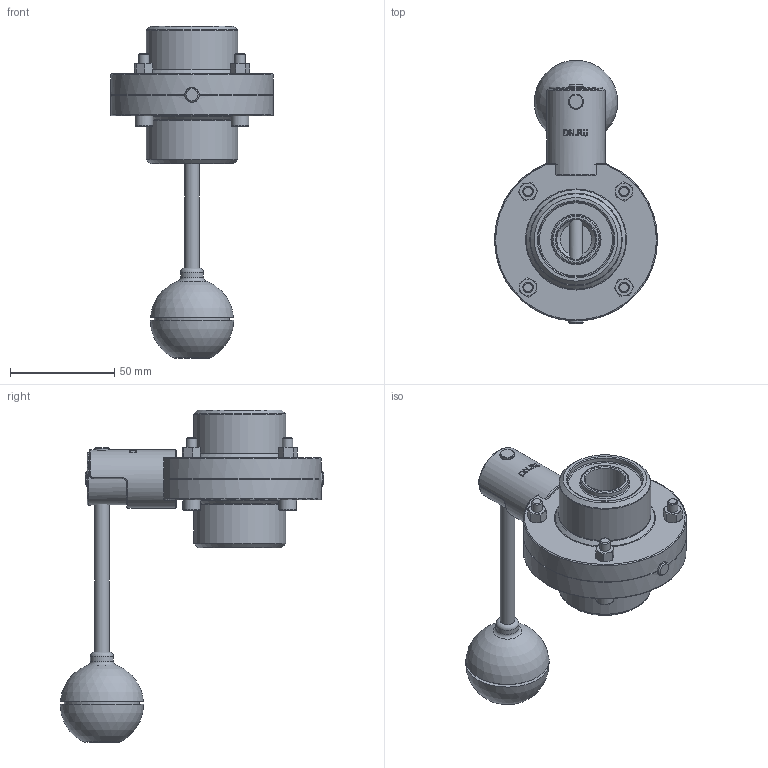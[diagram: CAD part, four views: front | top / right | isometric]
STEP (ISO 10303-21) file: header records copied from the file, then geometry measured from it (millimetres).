
FILE_DESCRIPTION(/* description */ (''),/* implementation_level */ '2;1');
FILE_NAME(/* name */ 'DN20_3D_STEP.stp',/* time_stamp */ '2024-10-29T17:52:53+03:00',/* author */ ('igorr'),/* organization */ (''),/* preprocessor_version */ 'ST-DEVELOPER v20',/* originating_system */ 'Autodesk Inventor 2025',/* authorisation */ '');
FILE_SCHEMA (('AUTOMOTIVE_DESIGN { 1 0 10303 214 3 1 1 }'));
Length unit declared in the file: millimetre
Products named in the file (5): Сборка; Деталь1; Деталь2; AS 1420 - 1973 - M5 x 30; ANSI B18.2.4.2M - M5x0,8
Assembly tree (10 placements, depth 2):
  Сборка
    Деталь1
    Деталь2
    AS 1420 - 1973 - M5 x 30  x4
    ANSI B18.2.4.2M - M5x0,8  x4
Bounding box: 77.99 x 126.29 x 159 mm (x, y, z)
Volume: 204279.8 mm3; surface area: 48030.4 mm2
Topology: 10 solids, 11 shells, 365 faces, 877 edges, 559 vertices
Faces by surface type: plane 149, cone 75, cylinder 72, torus 38, bspline 27, sphere 4
Full cylindrical faces by diameter (mm): 4.134 x4, 5 x12, 7 x6, 7.2 x1, 8.5 x4, 11 x1, 19 x2, 23 x2, 25 x1, 28 x1, 36 x3, 44 x2
Entity records: 9208 total; most frequent: CARTESIAN_POINT 2909, ORIENTED_EDGE 1236, DIRECTION 1215, EDGE_CURVE 618, AXIS2_PLACEMENT_3D 499, VERTEX_POINT 400, EDGE_LOOP 292, CIRCLE 252
